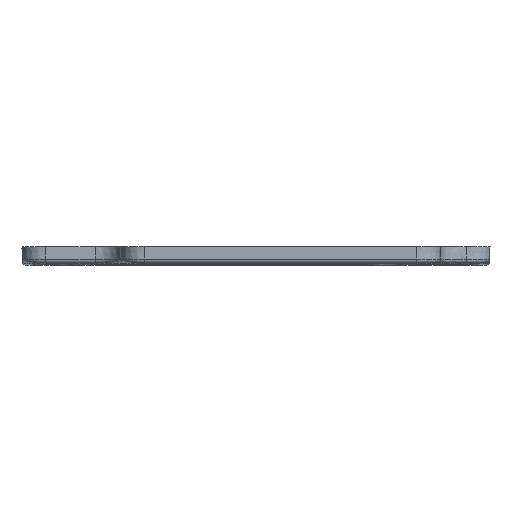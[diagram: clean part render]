
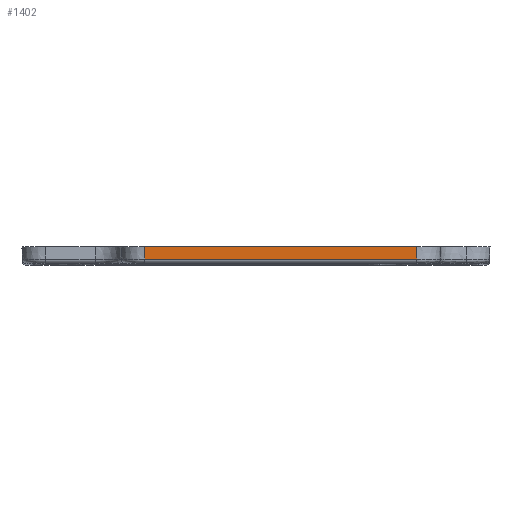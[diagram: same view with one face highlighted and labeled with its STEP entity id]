
A CAD part, top view. The second image highlights one B-rep face of the part: STEP entity #1402.
In plain terms, the highlighted planar face has unit normal (0, -0.018, 1).
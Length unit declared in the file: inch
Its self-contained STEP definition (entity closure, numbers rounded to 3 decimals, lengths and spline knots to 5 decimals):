
#10 = CARTESIAN_POINT ( 'NONE',  ( -0.70866, 0.02901, 3.35787 ) ) ;
#105 = DIRECTION ( 'NONE',  ( 0., -1., -0.017 ) ) ;
#111 = DIRECTION ( 'NONE',  ( 0., -1., -0.017 ) ) ;
#114 = VERTEX_POINT ( 'NONE', #2502 ) ;
#239 = ORIENTED_EDGE ( 'NONE', *, *, #1078, .F. ) ;
#262 = VECTOR ( 'NONE', #1758, 39.37008 ) ;
#387 = CARTESIAN_POINT ( 'NONE',  ( 1.02362, 0.02901, 3.35787 ) ) ;
#405 = EDGE_CURVE ( 'NONE', #1197, #114, #895, .T. ) ;
#501 = LINE ( 'NONE', #1868, #1938 ) ;
#520 = EDGE_CURVE ( 'NONE', #1197, #1546, #501, .T. ) ;
#549 = PLANE ( 'NONE',  #1449 ) ;
#685 = LINE ( 'NONE', #1652, #1132 ) ;
#738 = DIRECTION ( 'NONE',  ( 0., -1., -0.017 ) ) ;
#891 = EDGE_LOOP ( 'NONE', ( #1991, #1052, #239, #1362 ) ) ;
#895 = LINE ( 'NONE', #1281, #1501 ) ;
#951 = FACE_OUTER_BOUND ( 'NONE', #891, .T. ) ;
#1052 = ORIENTED_EDGE ( 'NONE', *, *, #1556, .T. ) ;
#1078 = EDGE_CURVE ( 'NONE', #114, #2088, #685, .T. ) ;
#1132 = VECTOR ( 'NONE', #738, 39.37008 ) ;
#1197 = VERTEX_POINT ( 'NONE', #1667 ) ;
#1281 = CARTESIAN_POINT ( 'NONE',  ( 1.33858, 0.10827, 3.35925 ) ) ;
#1362 = ORIENTED_EDGE ( 'NONE', *, *, #405, .F. ) ;
#1402 = ADVANCED_FACE ( 'NONE', ( #951 ), #549, .T. ) ;
#1449 = AXIS2_PLACEMENT_3D ( 'NONE', #2314, #1886, #111 ) ;
#1496 = DIRECTION ( 'NONE',  ( 1., 0., 0. ) ) ;
#1501 = VECTOR ( 'NONE', #1496, 39.37008 ) ;
#1546 = VERTEX_POINT ( 'NONE', #10 ) ;
#1556 = EDGE_CURVE ( 'NONE', #1546, #2088, #2362, .T. ) ;
#1652 = CARTESIAN_POINT ( 'NONE',  ( 1.02362, 19645.66929, 346.2738 ) ) ;
#1667 = CARTESIAN_POINT ( 'NONE',  ( -0.70866, 0.10827, 3.35925 ) ) ;
#1688 = CARTESIAN_POINT ( 'NONE',  ( 1.02362, 0.02901, 3.35787 ) ) ;
#1758 = DIRECTION ( 'NONE',  ( 1., 0., 0. ) ) ;
#1868 = CARTESIAN_POINT ( 'NONE',  ( -0.70866, 0.02901, 3.35787 ) ) ;
#1886 = DIRECTION ( 'NONE',  ( 0., -0.017, 1. ) ) ;
#1938 = VECTOR ( 'NONE', #105, 39.37008 ) ;
#1991 = ORIENTED_EDGE ( 'NONE', *, *, #520, .T. ) ;
#2088 = VERTEX_POINT ( 'NONE', #1688 ) ;
#2314 = CARTESIAN_POINT ( 'NONE',  ( 1.02362, 0.02901, 3.35787 ) ) ;
#2362 = LINE ( 'NONE', #387, #262 ) ;
#2502 = CARTESIAN_POINT ( 'NONE',  ( 1.02362, 0.10827, 3.35925 ) ) ;
